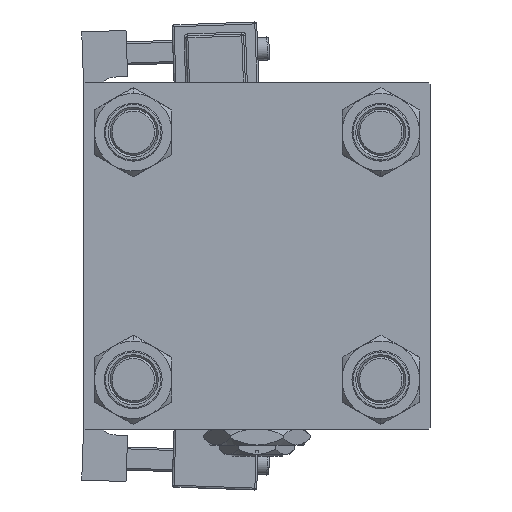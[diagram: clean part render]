
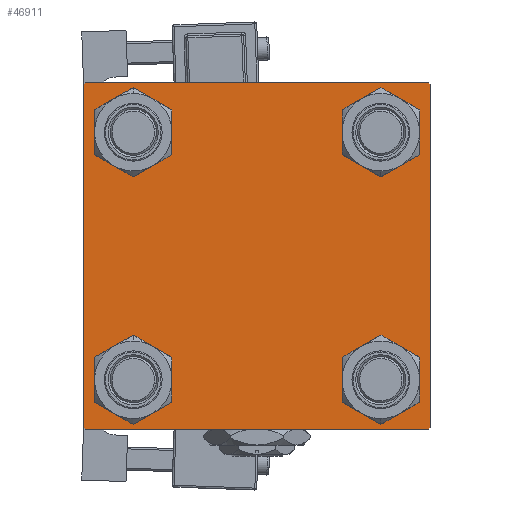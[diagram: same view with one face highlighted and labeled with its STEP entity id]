
A CAD part, left-side view. The second image highlights one B-rep face of the part: STEP entity #46911.
In plain terms, the highlighted planar face has unit normal (-1, 0, 0).
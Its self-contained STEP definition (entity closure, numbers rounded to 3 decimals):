
#105 = EDGE_CURVE ( 'NONE', #31036, #35761, #18135, .T. ) ;
#945 = CARTESIAN_POINT ( 'NONE',  ( 0., 32.15, -32.15 ) ) ;
#1133 = LINE ( 'NONE', #21699, #50758 ) ;
#1270 = ORIENTED_EDGE ( 'NONE', *, *, #40809, .T. ) ;
#1896 = DIRECTION ( 'NONE',  ( 1., 0., 0. ) ) ;
#2238 = ORIENTED_EDGE ( 'NONE', *, *, #47470, .T. ) ;
#2278 = EDGE_CURVE ( 'NONE', #11257, #6912, #36997, .T. ) ;
#2360 = CARTESIAN_POINT ( 'NONE',  ( 0., 44.75, 44.75 ) ) ;
#2792 = DIRECTION ( 'NONE',  ( 1., 0., 0. ) ) ;
#3042 = CARTESIAN_POINT ( 'NONE',  ( 0., 0., 0. ) ) ;
#3536 = CARTESIAN_POINT ( 'NONE',  ( 0., -32.15, 38.65 ) ) ;
#4331 = ORIENTED_EDGE ( 'NONE', *, *, #7552, .F. ) ;
#4377 = AXIS2_PLACEMENT_3D ( 'NONE', #44407, #1896, #9691 ) ;
#4528 = EDGE_CURVE ( 'NONE', #35761, #11257, #1133, .T. ) ;
#5887 = ORIENTED_EDGE ( 'NONE', *, *, #41749, .F. ) ;
#6065 = CARTESIAN_POINT ( 'NONE',  ( 0., -45., -44.5 ) ) ;
#6576 = EDGE_LOOP ( 'NONE', ( #54967, #25153 ) ) ;
#6807 = DIRECTION ( 'NONE',  ( 0., 0.707, -0.707 ) ) ;
#6896 = DIRECTION ( 'NONE',  ( 1., 0., 0. ) ) ;
#6912 = VERTEX_POINT ( 'NONE', #6065 ) ;
#7210 = VECTOR ( 'NONE', #8695, 1000. ) ;
#7267 = ORIENTED_EDGE ( 'NONE', *, *, #105, .T. ) ;
#7552 = EDGE_CURVE ( 'NONE', #27814, #8093, #48676, .T. ) ;
#7628 = VERTEX_POINT ( 'NONE', #42753 ) ;
#7695 = VECTOR ( 'NONE', #51158, 1000. ) ;
#7767 = DIRECTION ( 'NONE',  ( 0., 0., 1. ) ) ;
#8093 = VERTEX_POINT ( 'NONE', #19794 ) ;
#8490 = ORIENTED_EDGE ( 'NONE', *, *, #31306, .T. ) ;
#8695 = DIRECTION ( 'NONE',  ( 0., -0.707, -0.707 ) ) ;
#9368 = CIRCLE ( 'NONE', #31512, 6.5 ) ;
#9426 = DIRECTION ( 'NONE',  ( 1., 0., 0. ) ) ;
#9666 = ORIENTED_EDGE ( 'NONE', *, *, #2278, .T. ) ;
#9691 = DIRECTION ( 'NONE',  ( 0., 0., 1. ) ) ;
#10040 = CARTESIAN_POINT ( 'NONE',  ( 0., 45., 45. ) ) ;
#10483 = EDGE_LOOP ( 'NONE', ( #37969, #48757 ) ) ;
#10818 = DIRECTION ( 'NONE',  ( -1., 0., 0. ) ) ;
#11257 = VERTEX_POINT ( 'NONE', #32584 ) ;
#11418 = DIRECTION ( 'NONE',  ( 0., -0.707, 0.707 ) ) ;
#11894 = VERTEX_POINT ( 'NONE', #22887 ) ;
#12222 = DIRECTION ( 'NONE',  ( 0., 0., 1. ) ) ;
#12621 = CARTESIAN_POINT ( 'NONE',  ( 0., 45., -44.5 ) ) ;
#13594 = CARTESIAN_POINT ( 'NONE',  ( 0., 32.15, -32.15 ) ) ;
#14176 = DIRECTION ( 'NONE',  ( 0., -1., 0. ) ) ;
#14641 = CARTESIAN_POINT ( 'NONE',  ( 0., -32.15, -38.65 ) ) ;
#14985 = VECTOR ( 'NONE', #30292, 1000. ) ;
#15129 = LINE ( 'NONE', #2360, #22005 ) ;
#15175 = DIRECTION ( 'NONE',  ( 0., 0., -1. ) ) ;
#15259 = PLANE ( 'NONE',  #43266 ) ;
#15537 = FACE_OUTER_BOUND ( 'NONE', #40985, .T. ) ;
#16356 = CIRCLE ( 'NONE', #41256, 6.5 ) ;
#16417 = ORIENTED_EDGE ( 'NONE', *, *, #25797, .T. ) ;
#16450 = EDGE_CURVE ( 'NONE', #53917, #8093, #38912, .T. ) ;
#17239 = EDGE_LOOP ( 'NONE', ( #8490, #22931 ) ) ;
#17802 = CARTESIAN_POINT ( 'NONE',  ( 0., -44.75, 44.75 ) ) ;
#18135 = LINE ( 'NONE', #35071, #7210 ) ;
#18537 = EDGE_CURVE ( 'NONE', #24708, #50338, #46151, .T. ) ;
#19189 = CARTESIAN_POINT ( 'NONE',  ( 0., -32.15, 32.15 ) ) ;
#19794 = CARTESIAN_POINT ( 'NONE',  ( 0., -44.5, 45. ) ) ;
#20002 = CARTESIAN_POINT ( 'NONE',  ( 0., 32.15, 32.15 ) ) ;
#20583 = DIRECTION ( 'NONE',  ( 1., 0., 0. ) ) ;
#21125 = CARTESIAN_POINT ( 'NONE',  ( 0., -45., 45. ) ) ;
#21699 = CARTESIAN_POINT ( 'NONE',  ( 0., 45., -45. ) ) ;
#21741 = CIRCLE ( 'NONE', #27956, 6.5 ) ;
#21935 = DIRECTION ( 'NONE',  ( 0., 0., 1. ) ) ;
#22005 = VECTOR ( 'NONE', #6807, 1000. ) ;
#22158 = CIRCLE ( 'NONE', #4377, 6.5 ) ;
#22887 = CARTESIAN_POINT ( 'NONE',  ( 0., -32.15, 25.65 ) ) ;
#22931 = ORIENTED_EDGE ( 'NONE', *, *, #50474, .T. ) ;
#24708 = VERTEX_POINT ( 'NONE', #46886 ) ;
#25153 = ORIENTED_EDGE ( 'NONE', *, *, #35022, .T. ) ;
#25213 = AXIS2_PLACEMENT_3D ( 'NONE', #13594, #9426, #21935 ) ;
#25797 = EDGE_CURVE ( 'NONE', #50338, #24708, #43758, .T. ) ;
#26213 = DIRECTION ( 'NONE',  ( 0., 0., 1. ) ) ;
#26481 = DIRECTION ( 'NONE',  ( 1., 0., 0. ) ) ;
#26982 = DIRECTION ( 'NONE',  ( 0., -1., 0. ) ) ;
#27390 = CARTESIAN_POINT ( 'NONE',  ( 0., 45., 45. ) ) ;
#27814 = VERTEX_POINT ( 'NONE', #48734 ) ;
#27956 = AXIS2_PLACEMENT_3D ( 'NONE', #44975, #6896, #32716 ) ;
#28313 = FACE_BOUND ( 'NONE', #10483, .T. ) ;
#29186 = EDGE_LOOP ( 'NONE', ( #31450, #16417 ) ) ;
#29544 = VECTOR ( 'NONE', #26982, 1000. ) ;
#30136 = CARTESIAN_POINT ( 'NONE',  ( 0., 44.5, -45. ) ) ;
#30292 = DIRECTION ( 'NONE',  ( 0., 0.707, 0.707 ) ) ;
#31036 = VERTEX_POINT ( 'NONE', #12621 ) ;
#31306 = EDGE_CURVE ( 'NONE', #54468, #33776, #35859, .T. ) ;
#31450 = ORIENTED_EDGE ( 'NONE', *, *, #18537, .T. ) ;
#31512 = AXIS2_PLACEMENT_3D ( 'NONE', #40397, #20583, #12222 ) ;
#31933 = CARTESIAN_POINT ( 'NONE',  ( 0., 32.15, 32.15 ) ) ;
#32204 = FACE_BOUND ( 'NONE', #6576, .T. ) ;
#32394 = LINE ( 'NONE', #27390, #48487 ) ;
#32584 = CARTESIAN_POINT ( 'NONE',  ( 0., -44.5, -45. ) ) ;
#32716 = DIRECTION ( 'NONE',  ( 0., 0., 1. ) ) ;
#33082 = CARTESIAN_POINT ( 'NONE',  ( 0., -44.75, -44.75 ) ) ;
#33776 = VERTEX_POINT ( 'NONE', #39233 ) ;
#34343 = EDGE_CURVE ( 'NONE', #48395, #43844, #21741, .T. ) ;
#34702 = CARTESIAN_POINT ( 'NONE',  ( 0., 32.15, -25.65 ) ) ;
#35022 = EDGE_CURVE ( 'NONE', #11894, #54669, #9368, .T. ) ;
#35071 = CARTESIAN_POINT ( 'NONE',  ( 0., 44.75, -44.75 ) ) ;
#35572 = DIRECTION ( 'NONE',  ( 1., 0., 0. ) ) ;
#35761 = VERTEX_POINT ( 'NONE', #30136 ) ;
#35859 = CIRCLE ( 'NONE', #25213, 6.5 ) ;
#36950 = DIRECTION ( 'NONE',  ( 1., 0., 0. ) ) ;
#36997 = LINE ( 'NONE', #33082, #39999 ) ;
#37191 = CIRCLE ( 'NONE', #54958, 6.5 ) ;
#37567 = EDGE_CURVE ( 'NONE', #54669, #11894, #16356, .T. ) ;
#37969 = ORIENTED_EDGE ( 'NONE', *, *, #51969, .T. ) ;
#38912 = LINE ( 'NONE', #17802, #14985 ) ;
#39233 = CARTESIAN_POINT ( 'NONE',  ( 0., 32.15, -38.65 ) ) ;
#39741 = DIRECTION ( 'NONE',  ( 0., 0., 1. ) ) ;
#39999 = VECTOR ( 'NONE', #11418, 1000. ) ;
#40312 = DIRECTION ( 'NONE',  ( 0., 0., 1. ) ) ;
#40379 = ORIENTED_EDGE ( 'NONE', *, *, #16450, .T. ) ;
#40397 = CARTESIAN_POINT ( 'NONE',  ( 0., -32.15, 32.15 ) ) ;
#40809 = EDGE_CURVE ( 'NONE', #7628, #31036, #32394, .T. ) ;
#40985 = EDGE_LOOP ( 'NONE', ( #1270, #7267, #42076, #9666, #5887, #40379, #4331, #2238 ) ) ;
#41256 = AXIS2_PLACEMENT_3D ( 'NONE', #19189, #2792, #40312 ) ;
#41749 = EDGE_CURVE ( 'NONE', #53917, #6912, #42799, .T. ) ;
#41969 = AXIS2_PLACEMENT_3D ( 'NONE', #31933, #35572, #39741 ) ;
#42076 = ORIENTED_EDGE ( 'NONE', *, *, #4528, .T. ) ;
#42753 = CARTESIAN_POINT ( 'NONE',  ( 0., 45., 44.5 ) ) ;
#42799 = LINE ( 'NONE', #21125, #7695 ) ;
#43266 = AXIS2_PLACEMENT_3D ( 'NONE', #3042, #10818, #45290 ) ;
#43758 = CIRCLE ( 'NONE', #41969, 6.5 ) ;
#43844 = VERTEX_POINT ( 'NONE', #50409 ) ;
#44407 = CARTESIAN_POINT ( 'NONE',  ( 0., -32.15, -32.15 ) ) ;
#44975 = CARTESIAN_POINT ( 'NONE',  ( 0., -32.15, -32.15 ) ) ;
#45290 = DIRECTION ( 'NONE',  ( 0., 0., 1. ) ) ;
#45565 = FACE_BOUND ( 'NONE', #17239, .T. ) ;
#46151 = CIRCLE ( 'NONE', #53263, 6.5 ) ;
#46886 = CARTESIAN_POINT ( 'NONE',  ( 0., 32.15, 38.65 ) ) ;
#46911 = ADVANCED_FACE ( 'NONE', ( #32204, #28313, #45565, #53074, #15537 ), #15259, .T. ) ;
#47470 = EDGE_CURVE ( 'NONE', #27814, #7628, #15129, .T. ) ;
#48395 = VERTEX_POINT ( 'NONE', #14641 ) ;
#48487 = VECTOR ( 'NONE', #15175, 1000. ) ;
#48676 = LINE ( 'NONE', #10040, #29544 ) ;
#48734 = CARTESIAN_POINT ( 'NONE',  ( 0., 44.5, 45. ) ) ;
#48757 = ORIENTED_EDGE ( 'NONE', *, *, #34343, .T. ) ;
#50338 = VERTEX_POINT ( 'NONE', #53774 ) ;
#50409 = CARTESIAN_POINT ( 'NONE',  ( 0., -32.15, -25.65 ) ) ;
#50474 = EDGE_CURVE ( 'NONE', #33776, #54468, #37191, .T. ) ;
#50758 = VECTOR ( 'NONE', #14176, 1000. ) ;
#51158 = DIRECTION ( 'NONE',  ( 0., 0., -1. ) ) ;
#51322 = CARTESIAN_POINT ( 'NONE',  ( 0., -45., 44.5 ) ) ;
#51969 = EDGE_CURVE ( 'NONE', #43844, #48395, #22158, .T. ) ;
#53074 = FACE_BOUND ( 'NONE', #29186, .T. ) ;
#53263 = AXIS2_PLACEMENT_3D ( 'NONE', #20002, #36950, #7767 ) ;
#53774 = CARTESIAN_POINT ( 'NONE',  ( 0., 32.15, 25.65 ) ) ;
#53917 = VERTEX_POINT ( 'NONE', #51322 ) ;
#54468 = VERTEX_POINT ( 'NONE', #34702 ) ;
#54669 = VERTEX_POINT ( 'NONE', #3536 ) ;
#54958 = AXIS2_PLACEMENT_3D ( 'NONE', #945, #26481, #26213 ) ;
#54967 = ORIENTED_EDGE ( 'NONE', *, *, #37567, .T. ) ;
